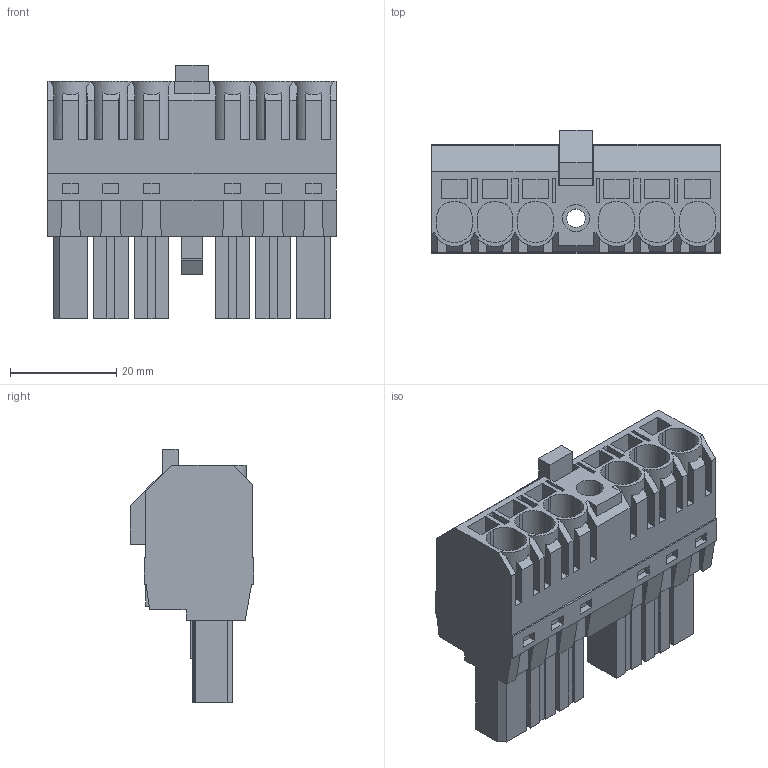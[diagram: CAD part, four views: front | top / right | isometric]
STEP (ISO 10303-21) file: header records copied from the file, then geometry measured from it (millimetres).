
FILE_DESCRIPTION(('CATIA V5 STEP Exchange','CAx-IF Rec.Pracs.--- Model Styling and Organization---1.4--- 2014-01-23'),'2;1');
FILE_NAME ('D1447945_1_1060620000_1060620000.stp','2023-09-07T12:49:06+00:00',('none'),('Weidmueller'),'CATIA Version 5-6 Release 2016 SP3 HF44','CATIA V5 STEP AP214','none');
FILE_SCHEMA(('AUTOMOTIVE_DESIGN { 1 0 10303 214 1 1 1 1 }'));
Length unit declared in the file: millimetre
Products named in the file (1): 1060620000
Bounding box: 54.24 x 23.2 x 47.7 mm (x, y, z)
Volume: 29526.4 mm3; surface area: 14087.9 mm2
Topology: 2 solids, 2 shells, 592 faces, 1702 edges, 1157 vertices
Faces by surface type: plane 558, cylinder 34
Entity records: 18448 total; most frequent: CARTESIAN_POINT 3650, ORIENTED_EDGE 3404, DIRECTION 2461, EDGE_CURVE 1702, VECTOR 1610, LINE 1610, VERTEX_POINT 1157, EDGE_LOOP 637
